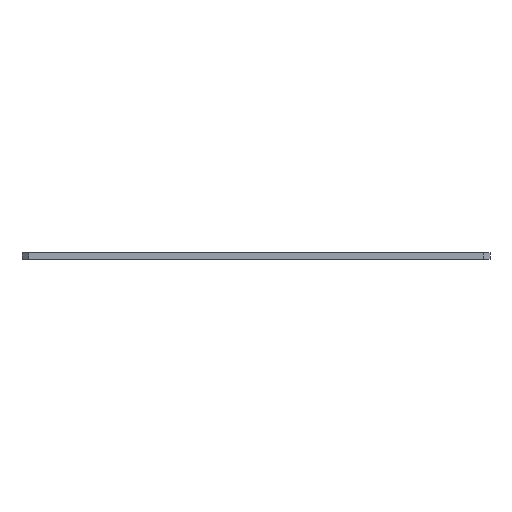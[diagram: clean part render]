
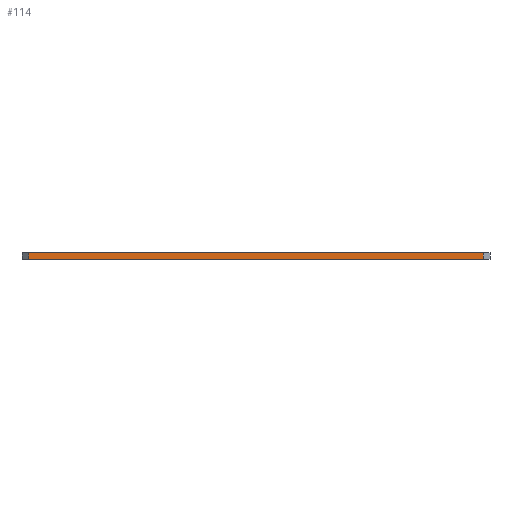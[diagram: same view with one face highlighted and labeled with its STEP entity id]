
A CAD part, left-side view. The second image highlights one B-rep face of the part: STEP entity #114.
In plain terms, the highlighted planar face has unit normal (-1, 0, 0).
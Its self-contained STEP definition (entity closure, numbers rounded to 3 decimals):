
#6 = LINE ( 'NONE', #186, #42 ) ;
#14 = VERTEX_POINT ( 'NONE', #653 ) ;
#23 = DIRECTION ( 'NONE',  ( 0., -1., 0. ) ) ;
#31 = VECTOR ( 'NONE', #53, 1000. ) ;
#33 = ORIENTED_EDGE ( 'NONE', *, *, #416, .T. ) ;
#36 = VERTEX_POINT ( 'NONE', #601 ) ;
#42 = VECTOR ( 'NONE', #134, 1000. ) ;
#51 = CARTESIAN_POINT ( 'NONE',  ( -45., -67.5, 0. ) ) ;
#53 = DIRECTION ( 'NONE',  ( 0., 0., -1. ) ) ;
#80 = FACE_OUTER_BOUND ( 'NONE', #578, .T. ) ;
#88 = LINE ( 'NONE', #675, #162 ) ;
#114 = ADVANCED_FACE ( 'NONE', ( #80 ), #373, .F. ) ;
#118 = DIRECTION ( 'NONE',  ( 0., -1., 0. ) ) ;
#134 = DIRECTION ( 'NONE',  ( 0., 0., 1. ) ) ;
#142 = DIRECTION ( 'NONE',  ( 0., 0., -1. ) ) ;
#162 = VECTOR ( 'NONE', #23, 1000. ) ;
#186 = CARTESIAN_POINT ( 'NONE',  ( -45., -65.5, 2. ) ) ;
#191 = EDGE_CURVE ( 'NONE', #695, #36, #6, .T. ) ;
#194 = DIRECTION ( 'NONE',  ( 1., 0., 0. ) ) ;
#239 = ORIENTED_EDGE ( 'NONE', *, *, #464, .T. ) ;
#327 = CARTESIAN_POINT ( 'NONE',  ( -45., -65.5, 0. ) ) ;
#373 = PLANE ( 'NONE',  #677 ) ;
#388 = LINE ( 'NONE', #527, #31 ) ;
#416 = EDGE_CURVE ( 'NONE', #670, #14, #388, .T. ) ;
#441 = CARTESIAN_POINT ( 'NONE',  ( -45., 65.5, 2. ) ) ;
#457 = VECTOR ( 'NONE', #118, 1000. ) ;
#464 = EDGE_CURVE ( 'NONE', #14, #695, #533, .T. ) ;
#494 = CARTESIAN_POINT ( 'NONE',  ( -45., -67.5, 2. ) ) ;
#527 = CARTESIAN_POINT ( 'NONE',  ( -45., 65.5, 2. ) ) ;
#533 = LINE ( 'NONE', #51, #457 ) ;
#548 = ORIENTED_EDGE ( 'NONE', *, *, #191, .T. ) ;
#578 = EDGE_LOOP ( 'NONE', ( #239, #548, #746, #33 ) ) ;
#601 = CARTESIAN_POINT ( 'NONE',  ( -45., -65.5, 2. ) ) ;
#653 = CARTESIAN_POINT ( 'NONE',  ( -45., 65.5, 0. ) ) ;
#670 = VERTEX_POINT ( 'NONE', #441 ) ;
#675 = CARTESIAN_POINT ( 'NONE',  ( -45., -67.5, 2. ) ) ;
#677 = AXIS2_PLACEMENT_3D ( 'NONE', #494, #194, #142 ) ;
#695 = VERTEX_POINT ( 'NONE', #327 ) ;
#746 = ORIENTED_EDGE ( 'NONE', *, *, #766, .F. ) ;
#766 = EDGE_CURVE ( 'NONE', #670, #36, #88, .T. ) ;
